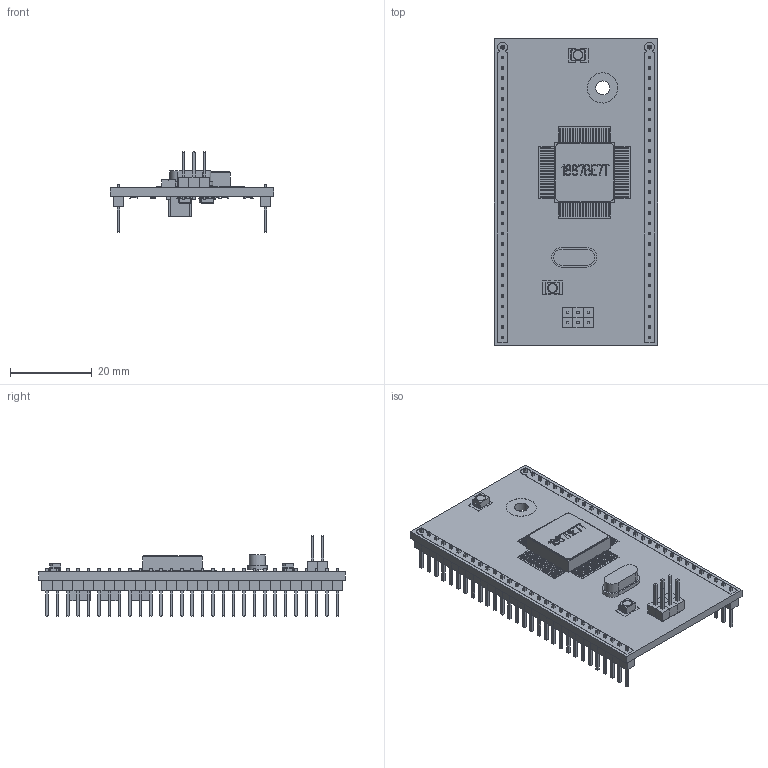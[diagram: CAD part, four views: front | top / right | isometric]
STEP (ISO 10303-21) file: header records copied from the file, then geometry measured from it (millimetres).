
FILE_DESCRIPTION(('STEP AP214'), '1');
FILE_NAME('Ìîäóëü ïðîöåññîðíûé âîñüìèðàçðÿäíûé (af.0)', '2019-04-03T11:14:53', ('UNSPECIFIED'), ('UNSPECIFIED'), 'ASCON STEP Converter 1.3', 'ASCON Math Kernel', '');
FILE_SCHEMA(('AUTOMOTIVE_DESIGN { 1 0 10303 214 3 1 1}'));
Length unit declared in the file: millimetre
Assembly tree (130 placements, depth 2):
  (unnamed)
    (unnamed)
    (unnamed)
    (unnamed)  x2
    (unnamed)
    (unnamed)  x64
    (unnamed)  x54
    (unnamed)  x3
    (unnamed)  x2
    (unnamed)  x2
Bounding box: 40 x 75 x 19.7 mm (x, y, z)
Volume: 8868.5 mm3; surface area: 12911 mm2
Topology: 130 solids, 130 shells, 4236 faces, 10381 edges, 6706 vertices
Faces by surface type: plane 3867, cylinder 367, torus 2
Full cylindrical faces by diameter (mm): 0.3 x64, 0.5 x2, 1 x12, 3.4 x1
Entity records: 70233 total; most frequent: CARTESIAN_POINT 9483, ORIENTED_EDGE 9208, DIRECTION 8888, EDGE_CURVE 4604, LINE 4010, VECTOR 4010, VERTEX_POINT 3034, AXIS2_PLACEMENT_3D 2439
